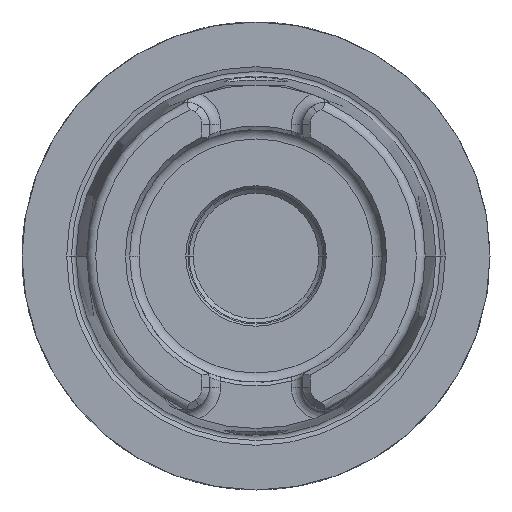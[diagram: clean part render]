
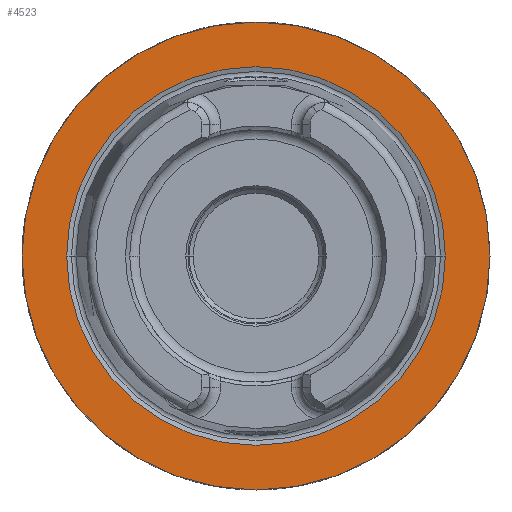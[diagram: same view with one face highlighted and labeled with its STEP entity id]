
A CAD part, left-side view. The second image highlights one B-rep face of the part: STEP entity #4523.
In plain terms, the highlighted planar face has unit normal (-1, 0, 0).
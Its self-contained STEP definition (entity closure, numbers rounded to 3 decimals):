
#1068=CARTESIAN_POINT('',(0.,0.,0.));
#1069=DIRECTION('',(1.,0.,0.));
#1070=DIRECTION('',(0.,1.,0.));
#1071=AXIS2_PLACEMENT_3D('',#1068,#1069,#1070);
#1073=CARTESIAN_POINT('',(0.,0.,0.));
#1074=DIRECTION('',(-1.,0.,0.));
#1075=DIRECTION('',(0.,1.,0.));
#1076=AXIS2_PLACEMENT_3D('',#1073,#1074,#1075);
#1078=CARTESIAN_POINT('',(0.,0.,0.));
#1079=DIRECTION('',(-1.,0.,0.));
#1080=DIRECTION('',(0.,-1.,0.));
#1081=AXIS2_PLACEMENT_3D('',#1078,#1079,#1080);
#1083=CARTESIAN_POINT('',(0.,0.,0.));
#1084=DIRECTION('',(-1.,0.,0.));
#1085=DIRECTION('',(0.,1.,0.));
#1086=AXIS2_PLACEMENT_3D('',#1083,#1084,#1085);
#2746=CARTESIAN_POINT('',(0.,31.5,0.));
#2747=CARTESIAN_POINT('',(0.,-31.5,0.));
#2748=VERTEX_POINT('',#2746);
#2749=VERTEX_POINT('',#2747);
#2774=CARTESIAN_POINT('',(0.,-25.49,0.));
#2775=VERTEX_POINT('',#2774);
#2776=CARTESIAN_POINT('',(0.,25.49,0.));
#2777=VERTEX_POINT('',#2776);
#4508=CARTESIAN_POINT('',(0.,0.,0.));
#4509=DIRECTION('',(1.,0.,0.));
#4510=DIRECTION('',(0.,-1.,0.));
#4511=AXIS2_PLACEMENT_3D('',#4508,#4509,#4510);
#4512=PLANE('',#4511);
#4514=ORIENTED_EDGE('',*,*,#4513,.T.);
#4516=ORIENTED_EDGE('',*,*,#4515,.F.);
#4517=EDGE_LOOP('',(#4514,#4516));
#4518=FACE_OUTER_BOUND('',#4517,.F.);
#4519=ORIENTED_EDGE('',*,*,#4503,.T.);
#4520=ORIENTED_EDGE('',*,*,#4487,.T.);
#4521=EDGE_LOOP('',(#4519,#4520));
#4522=FACE_BOUND('',#4521,.F.);
#4523=ADVANCED_FACE('',(#4518,#4522),#4512,.F.);
#1072=CIRCLE('',#1071,31.5);
#1077=CIRCLE('',#1076,31.5);
#1082=CIRCLE('',#1081,25.49);
#1087=CIRCLE('',#1086,25.49);
#4487=EDGE_CURVE('',#2777,#2775,#1087,.T.);
#4503=EDGE_CURVE('',#2775,#2777,#1082,.T.);
#4513=EDGE_CURVE('',#2748,#2749,#1072,.T.);
#4515=EDGE_CURVE('',#2748,#2749,#1077,.T.);
